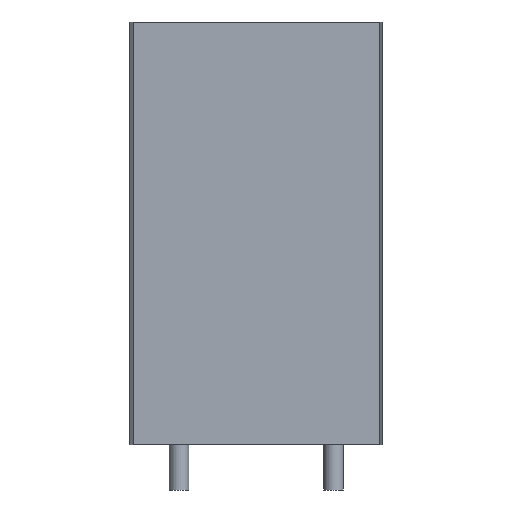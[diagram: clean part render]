
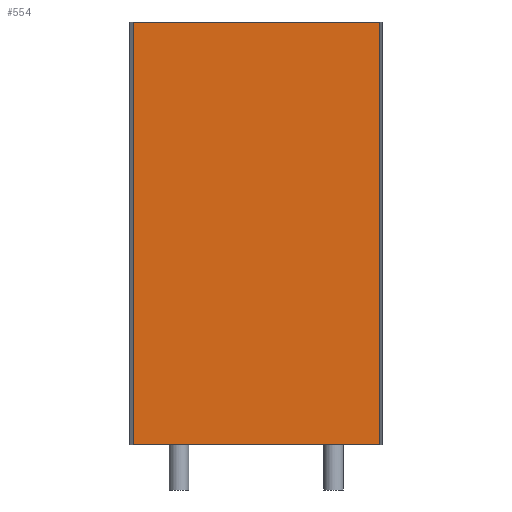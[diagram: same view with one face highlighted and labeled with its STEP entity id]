
A CAD part, front view. The second image highlights one B-rep face of the part: STEP entity #554.
In plain terms, the highlighted planar face has unit normal (0, -1, 0).
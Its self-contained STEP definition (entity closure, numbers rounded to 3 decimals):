
#21=PLANE('',#608);
#52=FACE_OUTER_BOUND('',#84,.T.);
#84=EDGE_LOOP('',(#403,#404,#405,#406));
#116=LINE('',#819,#186);
#117=LINE('',#821,#187);
#118=LINE('',#823,#188);
#119=LINE('',#824,#189);
#186=VECTOR('',#668,10.);
#187=VECTOR('',#669,1000.);
#188=VECTOR('',#670,1000.);
#189=VECTOR('',#671,1000.);
#269=VERTEX_POINT('',#817);
#270=VERTEX_POINT('',#818);
#271=VERTEX_POINT('',#820);
#272=VERTEX_POINT('',#822);
#322=EDGE_CURVE('',#269,#270,#116,.F.);
#323=EDGE_CURVE('',#270,#271,#117,.T.);
#324=EDGE_CURVE('',#271,#272,#118,.T.);
#325=EDGE_CURVE('',#272,#269,#119,.T.);
#403=ORIENTED_EDGE('',*,*,#322,.T.);
#404=ORIENTED_EDGE('',*,*,#323,.T.);
#405=ORIENTED_EDGE('',*,*,#324,.T.);
#406=ORIENTED_EDGE('',*,*,#325,.T.);
#554=ADVANCED_FACE('',(#52),#21,.T.);
#608=AXIS2_PLACEMENT_3D('',#816,#666,#667);
#666=DIRECTION('center_axis',(0.,-1.,0.));
#667=DIRECTION('ref_axis',(0.,0.,-1.));
#668=DIRECTION('',(1.,0.,0.));
#669=DIRECTION('',(0.,0.,-1.));
#670=DIRECTION('',(1.,0.,0.));
#671=DIRECTION('',(0.,0.,1.));
#816=CARTESIAN_POINT('Origin',(-8.14,0.,0.));
#817=CARTESIAN_POINT('',(8.16,0.,28.));
#818=CARTESIAN_POINT('',(-8.14,0.,28.));
#819=CARTESIAN_POINT('',(-4.078,0.,28.));
#820=CARTESIAN_POINT('',(-8.14,0.,0.));
#821=CARTESIAN_POINT('',(-8.14,0.,0.));
#822=CARTESIAN_POINT('',(8.16,0.,0.));
#823=CARTESIAN_POINT('',(-8.14,0.,0.));
#824=CARTESIAN_POINT('',(8.16,0.,0.));
